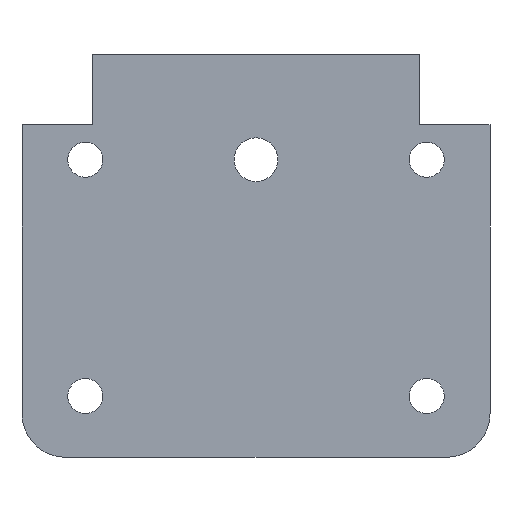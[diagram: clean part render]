
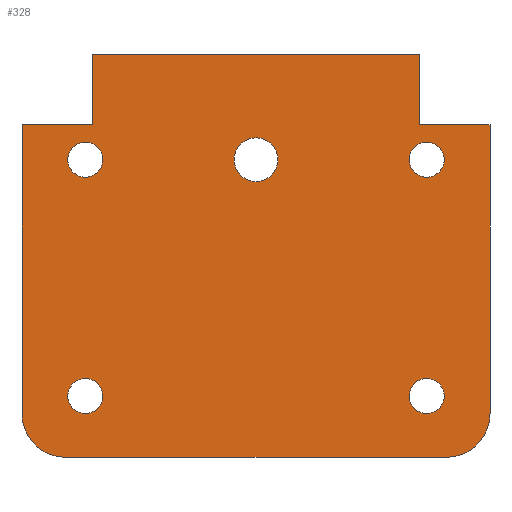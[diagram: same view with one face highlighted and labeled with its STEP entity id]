
A CAD part, front view. The second image highlights one B-rep face of the part: STEP entity #328.
In plain terms, the highlighted planar face has unit normal (0, -1, 0).
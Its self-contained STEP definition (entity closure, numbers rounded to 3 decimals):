
#22=FACE_BOUND('',#65,.T.);
#23=FACE_BOUND('',#66,.T.);
#24=FACE_BOUND('',#67,.T.);
#25=FACE_BOUND('',#68,.T.);
#26=FACE_BOUND('',#69,.T.);
#32=CIRCLE('',#360,5.);
#33=CIRCLE('',#361,5.);
#34=CIRCLE('',#362,2.);
#35=CIRCLE('',#363,2.);
#36=CIRCLE('',#364,2.);
#37=CIRCLE('',#365,2.);
#38=CIRCLE('',#366,2.5);
#47=FACE_OUTER_BOUND('',#64,.T.);
#64=EDGE_LOOP('',(#231,#232,#233,#234,#235,#236,#237,#238,#239,#240));
#65=EDGE_LOOP('',(#241));
#66=EDGE_LOOP('',(#242));
#67=EDGE_LOOP('',(#243));
#68=EDGE_LOOP('',(#244));
#69=EDGE_LOOP('',(#245));
#91=LINE('',#490,#122);
#94=LINE('',#496,#125);
#95=LINE('',#498,#126);
#96=LINE('',#500,#127);
#97=LINE('',#504,#128);
#98=LINE('',#508,#129);
#99=LINE('',#510,#130);
#100=LINE('',#511,#131);
#122=VECTOR('',#394,10.);
#125=VECTOR('',#399,10.);
#126=VECTOR('',#400,10.);
#127=VECTOR('',#401,10.);
#128=VECTOR('',#404,10.);
#129=VECTOR('',#407,10.);
#130=VECTOR('',#408,10.);
#131=VECTOR('',#409,10.);
#152=VERTEX_POINT('',#486);
#154=VERTEX_POINT('',#489);
#156=VERTEX_POINT('',#495);
#157=VERTEX_POINT('',#497);
#158=VERTEX_POINT('',#499);
#159=VERTEX_POINT('',#501);
#160=VERTEX_POINT('',#503);
#161=VERTEX_POINT('',#505);
#162=VERTEX_POINT('',#507);
#163=VERTEX_POINT('',#509);
#164=VERTEX_POINT('',#512);
#165=VERTEX_POINT('',#514);
#166=VERTEX_POINT('',#516);
#167=VERTEX_POINT('',#518);
#168=VERTEX_POINT('',#520);
#183=EDGE_CURVE('',#154,#152,#91,.T.);
#186=EDGE_CURVE('',#156,#152,#94,.T.);
#187=EDGE_CURVE('',#157,#156,#95,.T.);
#188=EDGE_CURVE('',#158,#157,#96,.T.);
#189=EDGE_CURVE('',#159,#158,#32,.T.);
#190=EDGE_CURVE('',#160,#159,#97,.T.);
#191=EDGE_CURVE('',#161,#160,#33,.T.);
#192=EDGE_CURVE('',#162,#161,#98,.T.);
#193=EDGE_CURVE('',#163,#162,#99,.T.);
#194=EDGE_CURVE('',#163,#154,#100,.T.);
#195=EDGE_CURVE('',#164,#164,#34,.T.);
#196=EDGE_CURVE('',#165,#165,#35,.T.);
#197=EDGE_CURVE('',#166,#166,#36,.T.);
#198=EDGE_CURVE('',#167,#167,#37,.T.);
#199=EDGE_CURVE('',#168,#168,#38,.T.);
#231=ORIENTED_EDGE('',*,*,#183,.T.);
#232=ORIENTED_EDGE('',*,*,#186,.F.);
#233=ORIENTED_EDGE('',*,*,#187,.F.);
#234=ORIENTED_EDGE('',*,*,#188,.F.);
#235=ORIENTED_EDGE('',*,*,#189,.F.);
#236=ORIENTED_EDGE('',*,*,#190,.F.);
#237=ORIENTED_EDGE('',*,*,#191,.F.);
#238=ORIENTED_EDGE('',*,*,#192,.F.);
#239=ORIENTED_EDGE('',*,*,#193,.F.);
#240=ORIENTED_EDGE('',*,*,#194,.T.);
#241=ORIENTED_EDGE('',*,*,#195,.T.);
#242=ORIENTED_EDGE('',*,*,#196,.T.);
#243=ORIENTED_EDGE('',*,*,#197,.T.);
#244=ORIENTED_EDGE('',*,*,#198,.T.);
#245=ORIENTED_EDGE('',*,*,#199,.T.);
#318=PLANE('',#359);
#328=ADVANCED_FACE('',(#47,#22,#23,#24,#25,#26),#318,.T.);
#359=AXIS2_PLACEMENT_3D('',#494,#397,#398);
#360=AXIS2_PLACEMENT_3D('',#502,#402,#403);
#361=AXIS2_PLACEMENT_3D('',#506,#405,#406);
#362=AXIS2_PLACEMENT_3D('',#513,#410,#411);
#363=AXIS2_PLACEMENT_3D('',#515,#412,#413);
#364=AXIS2_PLACEMENT_3D('',#517,#414,#415);
#365=AXIS2_PLACEMENT_3D('',#519,#416,#417);
#366=AXIS2_PLACEMENT_3D('',#521,#418,#419);
#394=DIRECTION('',(-1.,0.,0.));
#397=DIRECTION('center_axis',(0.,-1.,0.));
#398=DIRECTION('ref_axis',(-1.,0.,0.));
#399=DIRECTION('',(0.,0.,1.));
#400=DIRECTION('',(1.,0.,0.));
#401=DIRECTION('',(0.,0.,1.));
#402=DIRECTION('center_axis',(0.,1.,0.));
#403=DIRECTION('ref_axis',(-0.707,0.,-0.707));
#404=DIRECTION('',(-1.,0.,0.));
#405=DIRECTION('center_axis',(0.,1.,0.));
#406=DIRECTION('ref_axis',(0.707,0.,-0.707));
#407=DIRECTION('',(0.,0.,-1.));
#408=DIRECTION('',(1.,0.,0.));
#409=DIRECTION('',(0.,0.,1.));
#410=DIRECTION('center_axis',(0.,1.,0.));
#411=DIRECTION('ref_axis',(1.,0.,0.));
#412=DIRECTION('center_axis',(0.,1.,0.));
#413=DIRECTION('ref_axis',(1.,0.,0.));
#414=DIRECTION('center_axis',(0.,1.,0.));
#415=DIRECTION('ref_axis',(1.,0.,0.));
#416=DIRECTION('center_axis',(0.,1.,0.));
#417=DIRECTION('ref_axis',(1.,0.,0.));
#418=DIRECTION('center_axis',(0.,1.,0.));
#419=DIRECTION('ref_axis',(1.,0.,0.));
#486=CARTESIAN_POINT('',(60.,-52.,17.02));
#489=CARTESIAN_POINT('',(97.46,-52.,17.02));
#490=CARTESIAN_POINT('',(90.595,-52.,17.02));
#494=CARTESIAN_POINT('Origin',(102.46,-52.,9.02));
#495=CARTESIAN_POINT('',(60.,-52.,9.02));
#496=CARTESIAN_POINT('',(60.,-52.,9.02));
#497=CARTESIAN_POINT('',(52.,-52.,9.02));
#498=CARTESIAN_POINT('',(55.,-52.,9.02));
#499=CARTESIAN_POINT('',(52.,-52.,-23.98));
#500=CARTESIAN_POINT('',(52.,-52.,9.02));
#501=CARTESIAN_POINT('',(57.,-52.,-28.98));
#502=CARTESIAN_POINT('Origin',(57.,-52.,-23.98));
#503=CARTESIAN_POINT('',(100.46,-52.,-28.98));
#504=CARTESIAN_POINT('',(102.46,-52.,-28.98));
#505=CARTESIAN_POINT('',(105.46,-52.,-23.98));
#506=CARTESIAN_POINT('Origin',(100.46,-52.,-23.98));
#507=CARTESIAN_POINT('',(105.46,-52.,9.02));
#508=CARTESIAN_POINT('',(105.46,-52.,9.02));
#509=CARTESIAN_POINT('',(97.46,-52.,9.02));
#510=CARTESIAN_POINT('',(55.,-52.,9.02));
#511=CARTESIAN_POINT('',(97.46,-52.,9.02));
#512=CARTESIAN_POINT('',(96.23,-52.,5.02));
#513=CARTESIAN_POINT('Origin',(98.23,-52.,5.02));
#514=CARTESIAN_POINT('',(96.23,-52.,-21.98));
#515=CARTESIAN_POINT('Origin',(98.23,-52.,-21.98));
#516=CARTESIAN_POINT('',(57.23,-52.,5.02));
#517=CARTESIAN_POINT('Origin',(59.23,-52.,5.02));
#518=CARTESIAN_POINT('',(57.23,-52.,-21.98));
#519=CARTESIAN_POINT('Origin',(59.23,-52.,-21.98));
#520=CARTESIAN_POINT('',(76.23,-52.,5.02));
#521=CARTESIAN_POINT('Origin',(78.73,-52.,5.02));
